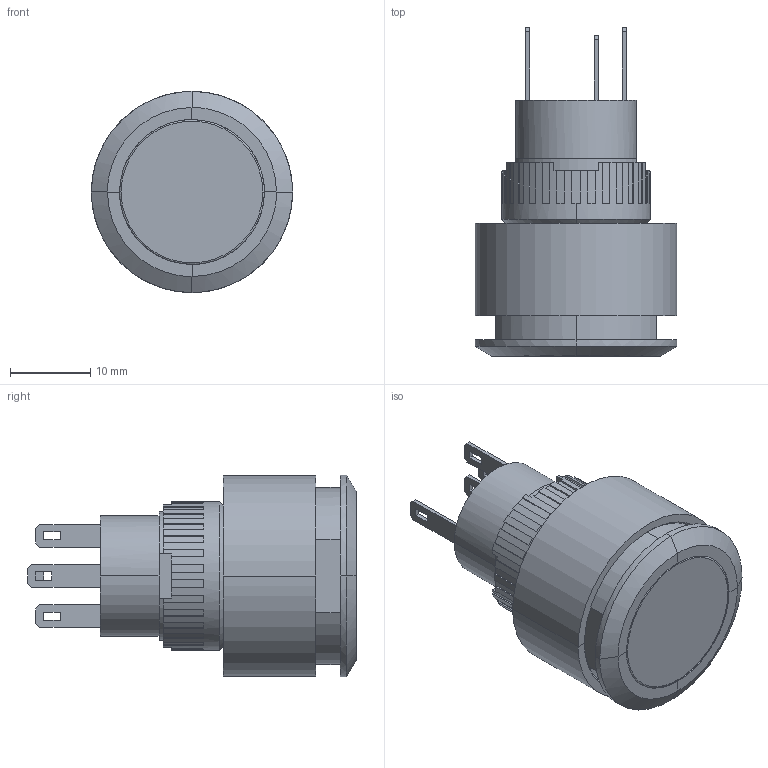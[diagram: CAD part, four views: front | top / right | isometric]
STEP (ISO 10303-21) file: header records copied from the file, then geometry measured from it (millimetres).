
FILE_DESCRIPTION(/* description */ (''),/* implementation_level */ '2;1');
FILE_NAME(/* name */ '1O4TXG~J',/* time_stamp */ '2021-05-28T19:40:42+09:00',/* author */ (''),/* organization */ (''),/* preprocessor_version */ 'ST-DEVELOPER v16.5',/* originating_system */ '',/* authorisation */ '');
FILE_SCHEMA (('CONFIG_CONTROL_DESIGN'));
Length unit declared in the file: millimetre
Products named in the file (4): Document; 1001060-1001067-3; 1001060-1001067-2; 1001060-1001067
Assembly tree (3 placements, depth 2):
  Document
    1001060-1001067-3
    1001060-1001067-2
    1001060-1001067
Bounding box: 25 x 40.8 x 25 mm (x, y, z)
Volume: 1882.4 mm3; surface area: 6794.6 mm2
Topology: 7 solids, 11 shells, 275 faces, 741 edges, 485 vertices
Faces by surface type: bspline 275
Entity records: 17900 total; most frequent: CARTESIAN_POINT 8130, B_SPLINE_CURVE_WITH_KNOTS 1885, ORIENTED_EDGE 1476, PCURVE 1476, DEFINITIONAL_REPRESENTATION 1476, SURFACE_CURVE 741, EDGE_CURVE 741, VERTEX_POINT 485
